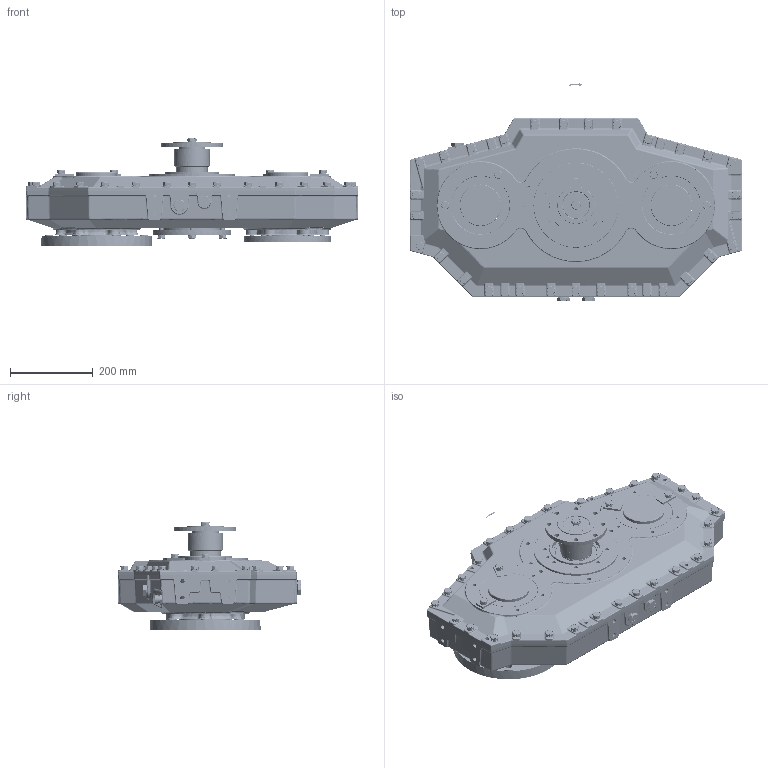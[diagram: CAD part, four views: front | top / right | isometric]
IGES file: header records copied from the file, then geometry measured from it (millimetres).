
Start section: SolidWorks IGES file using analytic representation for surfaces
Global section: file name: 1029019H.igs; native system: SolidWorks 2019; preprocessor: SolidWorks 2019; author: SMTservice; date: 200522.093516; units: millimetre
Bounding box: 800 x 525.04 x 259.5 mm (x, y, z)
Surface area: 2656239.1 mm2 (no closed solid volume)
Topology: 0 solids, 0 shells, 6723 faces, 95018 edges, 93968 vertices
Faces by surface type: bspline 4334, revolution 2389
